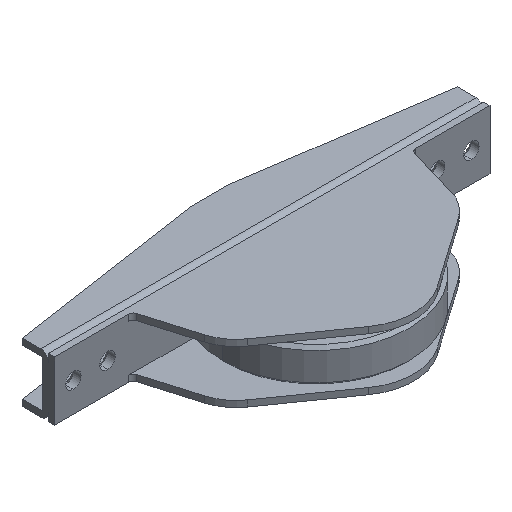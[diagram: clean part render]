
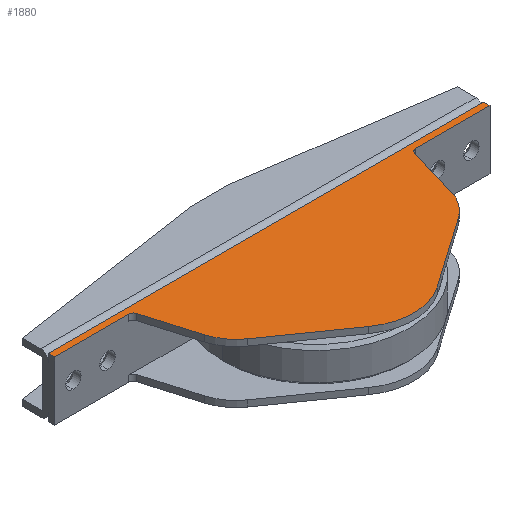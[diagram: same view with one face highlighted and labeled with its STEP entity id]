
A CAD part, isometric view. The second image highlights one B-rep face of the part: STEP entity #1880.
In plain terms, the highlighted planar face has unit normal (0, 0, 1).
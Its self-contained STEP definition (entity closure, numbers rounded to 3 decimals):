
#25 = EDGE_CURVE ( 'NONE', #46, #585, #858, .T. ) ;
#26 = ORIENTED_EDGE ( 'NONE', *, *, #569, .F. ) ;
#27 = ORIENTED_EDGE ( 'NONE', *, *, #29, .T. ) ;
#29 = EDGE_CURVE ( 'NONE', #587, #584, #916, .T. ) ;
#39 = ORIENTED_EDGE ( 'NONE', *, *, #25, .T. ) ;
#46 = VERTEX_POINT ( 'NONE', #939 ) ;
#53 = EDGE_CURVE ( 'NONE', #57, #46, #929, .T. ) ;
#56 = ORIENTED_EDGE ( 'NONE', *, *, #53, .T. ) ;
#57 = VERTEX_POINT ( 'NONE', #924 ) ;
#60 = EDGE_LOOP ( 'NONE', ( #1944, #76, #82, #68, #56, #39, #26, #27, #276, #1892, #1890, #1886, #1882, #1878 ) ) ;
#67 = VERTEX_POINT ( 'NONE', #966 ) ;
#68 = ORIENTED_EDGE ( 'NONE', *, *, #69, .T. ) ;
#69 = EDGE_CURVE ( 'NONE', #67, #57, #961, .T. ) ;
#73 = EDGE_CURVE ( 'NONE', #81, #67, #950, .T. ) ;
#75 = VERTEX_POINT ( 'NONE', #998 ) ;
#76 = ORIENTED_EDGE ( 'NONE', *, *, #84, .T. ) ;
#80 = EDGE_CURVE ( 'NONE', #83, #75, #991, .T. ) ;
#81 = VERTEX_POINT ( 'NONE', #987 ) ;
#82 = ORIENTED_EDGE ( 'NONE', *, *, #73, .T. ) ;
#83 = VERTEX_POINT ( 'NONE', #986 ) ;
#84 = EDGE_CURVE ( 'NONE', #83, #81, #985, .T. ) ;
#276 = ORIENTED_EDGE ( 'NONE', *, *, #583, .T. ) ;
#569 = EDGE_CURVE ( 'NONE', #587, #585, #1785, .T. ) ;
#581 = VERTEX_POINT ( 'NONE', #1826 ) ;
#583 = EDGE_CURVE ( 'NONE', #584, #581, #1825, .T. ) ;
#584 = VERTEX_POINT ( 'NONE', #1821 ) ;
#585 = VERTEX_POINT ( 'NONE', #1820 ) ;
#587 = VERTEX_POINT ( 'NONE', #1819 ) ;
#849 = DIRECTION ( 'NONE',  ( 1., 0., 0. ) ) ;
#850 = VECTOR ( 'NONE', #849, 1000. ) ;
#851 = CARTESIAN_POINT ( 'NONE',  ( 70., 14., 9.5 ) ) ;
#858 = LINE ( 'NONE', #851, #850 ) ;
#913 = DIRECTION ( 'NONE',  ( -1., 0., 0. ) ) ;
#914 = VECTOR ( 'NONE', #913, 1000. ) ;
#915 = CARTESIAN_POINT ( 'NONE',  ( 70., 16., 9.5 ) ) ;
#916 = LINE ( 'NONE', #915, #914 ) ;
#924 = CARTESIAN_POINT ( 'NONE',  ( 44.682, 12.926, 9.5 ) ) ;
#925 = DIRECTION ( 'NONE',  ( 1., 0., 0. ) ) ;
#926 = DIRECTION ( 'NONE',  ( 0., 0., -1. ) ) ;
#927 = CARTESIAN_POINT ( 'NONE',  ( 46.12, 12.5, 9.5 ) ) ;
#928 = AXIS2_PLACEMENT_3D ( 'NONE', #927, #926, #925 ) ;
#929 = CIRCLE ( 'NONE', #928, 1.5 ) ;
#939 = CARTESIAN_POINT ( 'NONE',  ( 46.12, 14., 9.5 ) ) ;
#949 = AXIS2_PLACEMENT_3D ( 'NONE', #955, #1000, #999 ) ;
#950 = CIRCLE ( 'NONE', #949, 15. ) ;
#955 = CARTESIAN_POINT ( 'NONE',  ( 25.3, 0.3, 9.5 ) ) ;
#958 = DIRECTION ( 'NONE',  ( 0.284, 0.959, 0. ) ) ;
#959 = VECTOR ( 'NONE', #958, 1000. ) ;
#960 = CARTESIAN_POINT ( 'NONE',  ( 44.682, 12.926, 9.5 ) ) ;
#961 = LINE ( 'NONE', #960, #959 ) ;
#966 = CARTESIAN_POINT ( 'NONE',  ( 39.683, -3.958, 9.5 ) ) ;
#982 = DIRECTION ( 'NONE',  ( 0.819, 0.574, 0. ) ) ;
#983 = VECTOR ( 'NONE', #982, 1000. ) ;
#984 = CARTESIAN_POINT ( 'NONE',  ( 33.908, -11.984, 9.5 ) ) ;
#985 = LINE ( 'NONE', #984, #983 ) ;
#986 = CARTESIAN_POINT ( 'NONE',  ( 11.018, -28.024, 9.5 ) ) ;
#987 = CARTESIAN_POINT ( 'NONE',  ( 33.908, -11.984, 9.5 ) ) ;
#988 = DIRECTION ( 'NONE',  ( -1., 0., 0. ) ) ;
#989 = DIRECTION ( 'NONE',  ( 0., 0., -1. ) ) ;
#990 = AXIS2_PLACEMENT_3D ( 'NONE', #997, #989, #988 ) ;
#991 = CIRCLE ( 'NONE', #990, 19.2 ) ;
#997 = CARTESIAN_POINT ( 'NONE',  ( 0., -12.3, 9.5 ) ) ;
#998 = CARTESIAN_POINT ( 'NONE',  ( -11.018, -28.024, 9.5 ) ) ;
#999 = DIRECTION ( 'NONE',  ( -1., 0., 0. ) ) ;
#1000 = DIRECTION ( 'NONE',  ( 0., 0., 1. ) ) ;
#1782 = DIRECTION ( 'NONE',  ( 0., -1., 0. ) ) ;
#1783 = VECTOR ( 'NONE', #1782, 1000. ) ;
#1784 = CARTESIAN_POINT ( 'NONE',  ( 70., -31.5, 9.5 ) ) ;
#1785 = LINE ( 'NONE', #1784, #1783 ) ;
#1819 = CARTESIAN_POINT ( 'NONE',  ( 70., 16., 9.5 ) ) ;
#1820 = CARTESIAN_POINT ( 'NONE',  ( 70., 14., 9.5 ) ) ;
#1821 = CARTESIAN_POINT ( 'NONE',  ( -70., 16., 9.5 ) ) ;
#1822 = DIRECTION ( 'NONE',  ( 0., -1., 0. ) ) ;
#1823 = VECTOR ( 'NONE', #1822, 1000. ) ;
#1824 = CARTESIAN_POINT ( 'NONE',  ( -70., -31.5, 9.5 ) ) ;
#1825 = LINE ( 'NONE', #1824, #1823 ) ;
#1826 = CARTESIAN_POINT ( 'NONE',  ( -70., 14., 9.5 ) ) ;
#1877 = VERTEX_POINT ( 'NONE', #2235 ) ;
#1878 = ORIENTED_EDGE ( 'NONE', *, *, #1879, .F. ) ;
#1879 = EDGE_CURVE ( 'NONE', #75, #1877, #2234, .T. ) ;
#1880 = ADVANCED_FACE ( 'NONE', ( #2230 ), #2229, .F. ) ;
#1882 = ORIENTED_EDGE ( 'NONE', *, *, #1884, .F. ) ;
#1883 = VERTEX_POINT ( 'NONE', #2287 ) ;
#1884 = EDGE_CURVE ( 'NONE', #1877, #1883, #2286, .T. ) ;
#1885 = VERTEX_POINT ( 'NONE', #2281 ) ;
#1886 = ORIENTED_EDGE ( 'NONE', *, *, #1887, .F. ) ;
#1887 = EDGE_CURVE ( 'NONE', #1883, #1885, #2280, .T. ) ;
#1888 = VERTEX_POINT ( 'NONE', #2276 ) ;
#1890 = ORIENTED_EDGE ( 'NONE', *, *, #1891, .F. ) ;
#1891 = EDGE_CURVE ( 'NONE', #1885, #1888, #2274, .T. ) ;
#1892 = ORIENTED_EDGE ( 'NONE', *, *, #1894, .F. ) ;
#1894 = EDGE_CURVE ( 'NONE', #1888, #581, #2275, .T. ) ;
#1944 = ORIENTED_EDGE ( 'NONE', *, *, #80, .F. ) ;
#2228 = AXIS2_PLACEMENT_3D ( 'NONE', #2290, #2289, #2288 ) ;
#2229 = PLANE ( 'NONE',  #2228 ) ;
#2230 = FACE_OUTER_BOUND ( 'NONE', #60, .T. ) ;
#2231 = DIRECTION ( 'NONE',  ( -0.819, 0.574, 0. ) ) ;
#2232 = VECTOR ( 'NONE', #2231, 1000. ) ;
#2233 = CARTESIAN_POINT ( 'NONE',  ( -33.908, -11.984, 9.5 ) ) ;
#2234 = LINE ( 'NONE', #2233, #2232 ) ;
#2235 = CARTESIAN_POINT ( 'NONE',  ( -33.908, -11.984, 9.5 ) ) ;
#2267 = DIRECTION ( 'NONE',  ( -1., 0., 0. ) ) ;
#2268 = VECTOR ( 'NONE', #2267, 1000. ) ;
#2269 = CARTESIAN_POINT ( 'NONE',  ( -70., 14., 9.5 ) ) ;
#2270 = DIRECTION ( 'NONE',  ( -1., 0., 0. ) ) ;
#2271 = DIRECTION ( 'NONE',  ( 0., 0., 1. ) ) ;
#2272 = CARTESIAN_POINT ( 'NONE',  ( -46.12, 12.5, 9.5 ) ) ;
#2273 = AXIS2_PLACEMENT_3D ( 'NONE', #2272, #2271, #2270 ) ;
#2274 = CIRCLE ( 'NONE', #2273, 1.5 ) ;
#2275 = LINE ( 'NONE', #2269, #2268 ) ;
#2276 = CARTESIAN_POINT ( 'NONE',  ( -46.12, 14., 9.5 ) ) ;
#2277 = DIRECTION ( 'NONE',  ( -0.284, 0.959, 0. ) ) ;
#2278 = VECTOR ( 'NONE', #2277, 1000. ) ;
#2279 = CARTESIAN_POINT ( 'NONE',  ( -44.682, 12.926, 9.5 ) ) ;
#2280 = LINE ( 'NONE', #2279, #2278 ) ;
#2281 = CARTESIAN_POINT ( 'NONE',  ( -44.682, 12.926, 9.5 ) ) ;
#2282 = DIRECTION ( 'NONE',  ( 1., 0., 0. ) ) ;
#2283 = DIRECTION ( 'NONE',  ( 0., 0., -1. ) ) ;
#2284 = CARTESIAN_POINT ( 'NONE',  ( -25.3, 0.3, 9.5 ) ) ;
#2285 = AXIS2_PLACEMENT_3D ( 'NONE', #2284, #2283, #2282 ) ;
#2286 = CIRCLE ( 'NONE', #2285, 15. ) ;
#2287 = CARTESIAN_POINT ( 'NONE',  ( -39.683, -3.958, 9.5 ) ) ;
#2288 = DIRECTION ( 'NONE',  ( -1., 0., 0. ) ) ;
#2289 = DIRECTION ( 'NONE',  ( 0., 0., -1. ) ) ;
#2290 = CARTESIAN_POINT ( 'NONE',  ( 70., -31.5, 9.5 ) ) ;
